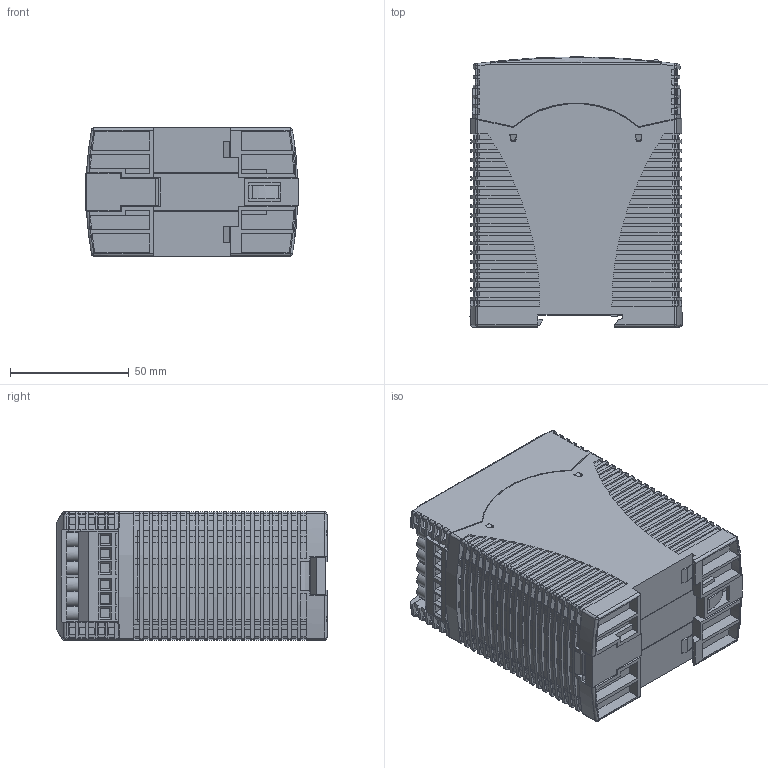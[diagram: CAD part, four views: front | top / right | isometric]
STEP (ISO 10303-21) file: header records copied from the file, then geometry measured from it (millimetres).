
FILE_DESCRIPTION((''),'2;1');
FILE_NAME('PRT0001','2017-09-21T',('Administrator'),(''),'PRO/ENGINEER BY PARAMETRIC TECHNOLOGY CORPORATION, 2009300','PRO/ENGINEER BY PARAMETRIC TECHNOLOGY CORPORATION, 2009300','');
FILE_SCHEMA(('AUTOMOTIVE_DESIGN_CC2 { 1 2 10303 214 -1 1 5 2 }'));
Length unit declared in the file: millimetre
Products named in the file (1): PRT0001
Bounding box: 89.44 x 113.84 x 54 mm (x, y, z)
Volume: 452419.9 mm3; surface area: 95868 mm2
Topology: 3 solids, 6 shells, 2154 faces, 6454 edges, 4246 vertices
Faces by surface type: plane 1276, cylinder 831, bspline 22, sphere 16, torus 8, extrusion 1
Entity records: 77193 total; most frequent: CARTESIAN_POINT 17118, ORIENTED_EDGE 12868, DIRECTION 11508, EDGE_CURVE 6442, VERTEX_POINT 4246, VECTOR 4174, LINE 4173, AXIS2_PLACEMENT_3D 3667
